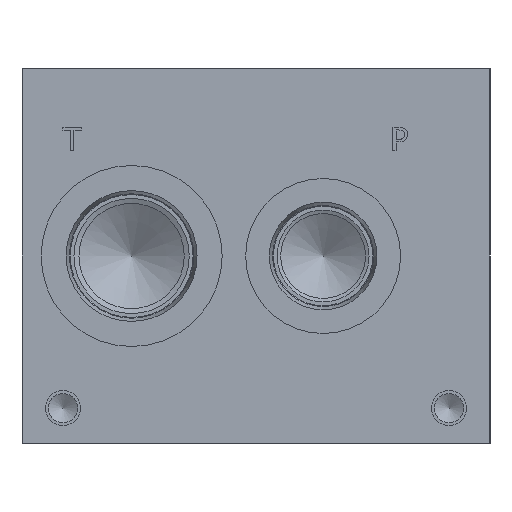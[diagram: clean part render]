
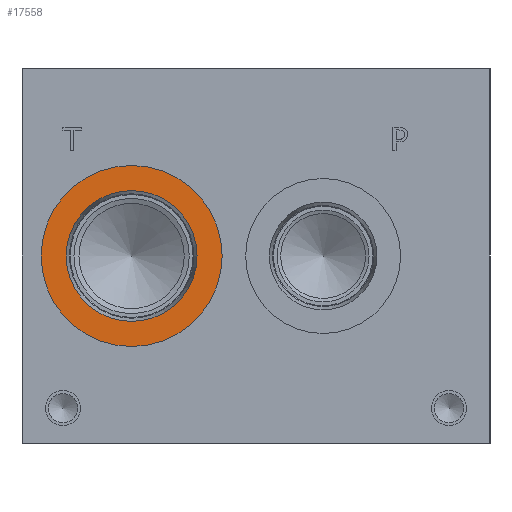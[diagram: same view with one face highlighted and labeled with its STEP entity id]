
A CAD part, left-side view. The second image highlights one B-rep face of the part: STEP entity #17558.
In plain terms, the highlighted planar face has unit normal (-1, 0, 0).
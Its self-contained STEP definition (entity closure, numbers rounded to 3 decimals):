
#650=CIRCLE('',#18467,24.562);
#651=CIRCLE('',#18468,24.562);
#652=CIRCLE('',#18470,17.755);
#653=CIRCLE('',#18471,17.755);
#1525=FACE_BOUND('',#3332,.T.);
#2308=FACE_OUTER_BOUND('',#3331,.T.);
#3331=EDGE_LOOP('',(#14664,#14665));
#3332=EDGE_LOOP('',(#14666,#14667));
#7966=VERTEX_POINT('',#29738);
#7967=VERTEX_POINT('',#29740);
#7968=VERTEX_POINT('',#29744);
#7969=VERTEX_POINT('',#29745);
#10308=EDGE_CURVE('',#7966,#7967,#650,.T.);
#10309=EDGE_CURVE('',#7967,#7966,#651,.T.);
#10310=EDGE_CURVE('',#7968,#7969,#652,.T.);
#10311=EDGE_CURVE('',#7969,#7968,#653,.T.);
#14664=ORIENTED_EDGE('',*,*,#10309,.F.);
#14665=ORIENTED_EDGE('',*,*,#10308,.F.);
#14666=ORIENTED_EDGE('',*,*,#10310,.T.);
#14667=ORIENTED_EDGE('',*,*,#10311,.T.);
#16216=PLANE('',#18469);
#17558=ADVANCED_FACE('',(#2308,#1525),#16216,.F.);
#18467=AXIS2_PLACEMENT_3D('',#29741,#21734,#21735);
#18468=AXIS2_PLACEMENT_3D('',#29742,#21736,#21737);
#18469=AXIS2_PLACEMENT_3D('',#29743,#21738,#21739);
#18470=AXIS2_PLACEMENT_3D('',#29746,#21740,#21741);
#18471=AXIS2_PLACEMENT_3D('',#29747,#21742,#21743);
#21734=DIRECTION('center_axis',(1.,0.,0.));
#21735=DIRECTION('ref_axis',(0.,0.,-1.));
#21736=DIRECTION('center_axis',(1.,0.,0.));
#21737=DIRECTION('ref_axis',(0.,0.,-1.));
#21738=DIRECTION('center_axis',(1.,0.,0.));
#21739=DIRECTION('ref_axis',(0.,0.,-1.));
#21740=DIRECTION('center_axis',(1.,0.,0.));
#21741=DIRECTION('ref_axis',(0.,0.,-1.));
#21742=DIRECTION('center_axis',(1.,0.,0.));
#21743=DIRECTION('ref_axis',(0.,0.,-1.));
#29738=CARTESIAN_POINT('',(0.787,97.257,26.238));
#29740=CARTESIAN_POINT('',(0.787,97.257,75.362));
#29741=CARTESIAN_POINT('Origin',(0.787,97.257,50.8));
#29742=CARTESIAN_POINT('Origin',(0.787,97.257,50.8));
#29743=CARTESIAN_POINT('Origin',(0.787,97.257,68.555));
#29744=CARTESIAN_POINT('',(0.787,97.257,68.555));
#29745=CARTESIAN_POINT('',(0.787,97.257,33.045));
#29746=CARTESIAN_POINT('Origin',(0.787,97.257,50.8));
#29747=CARTESIAN_POINT('Origin',(0.787,97.257,50.8));
